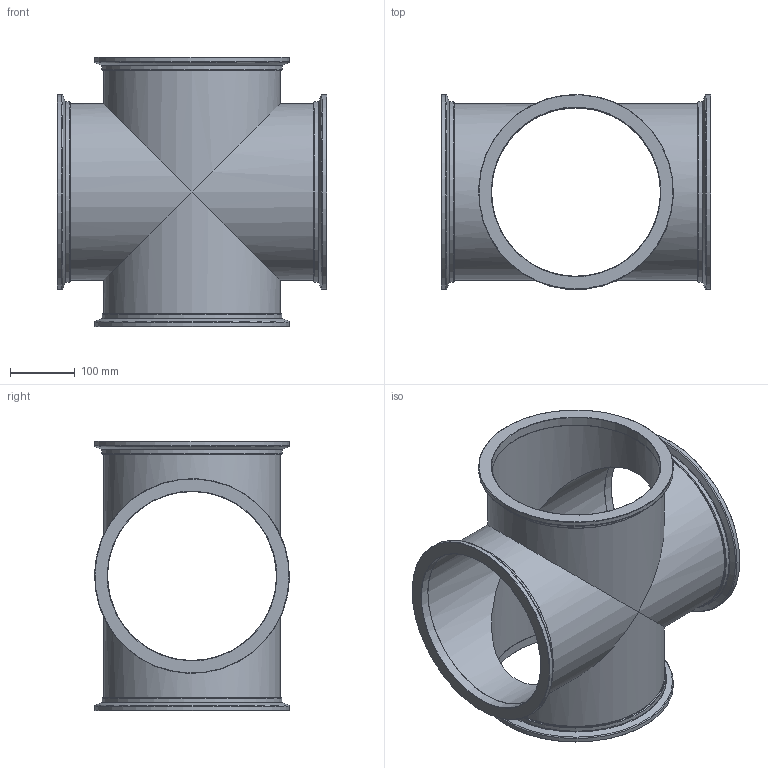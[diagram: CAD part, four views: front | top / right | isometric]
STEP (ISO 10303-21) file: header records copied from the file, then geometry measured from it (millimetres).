
FILE_DESCRIPTION(/* description */ (''),/* implementation_level */ '2;1');
FILE_NAME(/* name */ '33.250003.270.325',/* time_stamp */ '2019-06-18T15:55:14+02:00',/* author */ ('Murat Coskun Bicak'),/* organization */ ('Evac AG'),/* preprocessor_version */ 'ST-DEVELOPER v16.7',/* originating_system */ 'DEX',/* authorisation */ $);
FILE_SCHEMA (('AUTOMOTIVE_DESIGN {1 0 10303 214 3 1 1}'));
Length unit declared in the file: millimetre
Products named in the file (3): 33.250003.270.325; 33.250003.270.325-Rohr; 32.250003.210.325
Assembly tree (5 placements, depth 2):
  33.250003.270.325
    33.250003.270.325-Rohr
    32.250003.210.325  x4
Bounding box: 416 x 301 x 416 mm (x, y, z)
Volume: 3085928.3 mm3; surface area: 1006254.5 mm2
Topology: 5 solids, 5 shells, 72 faces, 149 edges, 89 vertices
Faces by surface type: cylinder 24, cone 24, plane 16, torus 8
Full cylindrical faces by diameter (mm): 261 x8, 273 x8, 279 x4, 301 x4
Entity records: 684 total; most frequent: DIRECTION 128, CARTESIAN_POINT 91, AXIS2_PLACEMENT_3D 64, ORIENTED_EDGE 62, EDGE_LOOP 54, FACE_BOUND 54, EDGE_CURVE 31, VERTEX_POINT 27
